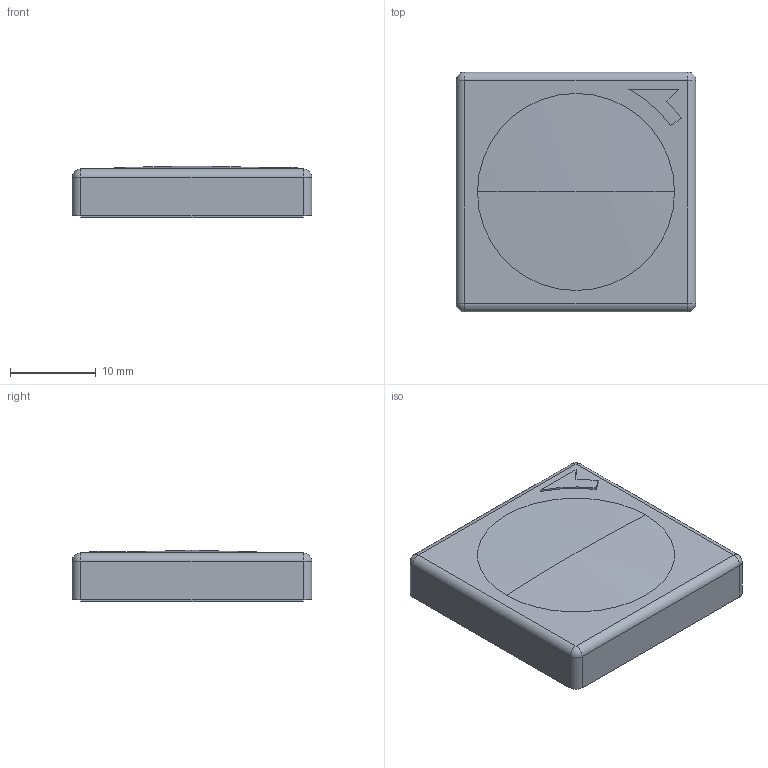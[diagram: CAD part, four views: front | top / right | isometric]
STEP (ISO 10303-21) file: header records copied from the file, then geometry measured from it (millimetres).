
FILE_DESCRIPTION (( 'STEP AP214' ), '1' );
FILE_NAME ('GC3-4AS.STEP', '2018-05-24T02:06:49', ( 'SONIC' ), ( 'UNITCOM PC' ), 'SwSTEP 2.0', 'SolidWorks 2015', '' );
FILE_SCHEMA (( 'AUTOMOTIVE_DESIGN' ));
Length unit declared in the file: millimetre
Products named in the file (1): GC3-4AS
Bounding box: 28 x 28 x 6 mm (x, y, z)
Volume: 4483.5 mm3; surface area: 2149.8 mm2
Topology: 1 solids, 1 shells, 31 faces, 71 edges, 41 vertices
Faces by surface type: plane 15, cylinder 10, sphere 6
Entity records: 1157 total; most frequent: DIRECTION 155, CARTESIAN_POINT 140, ORIENTED_EDGE 134, EDGE_CURVE 67, AXIS2_PLACEMENT_3D 56, LINE 43, VECTOR 43, VERTEX_POINT 41
